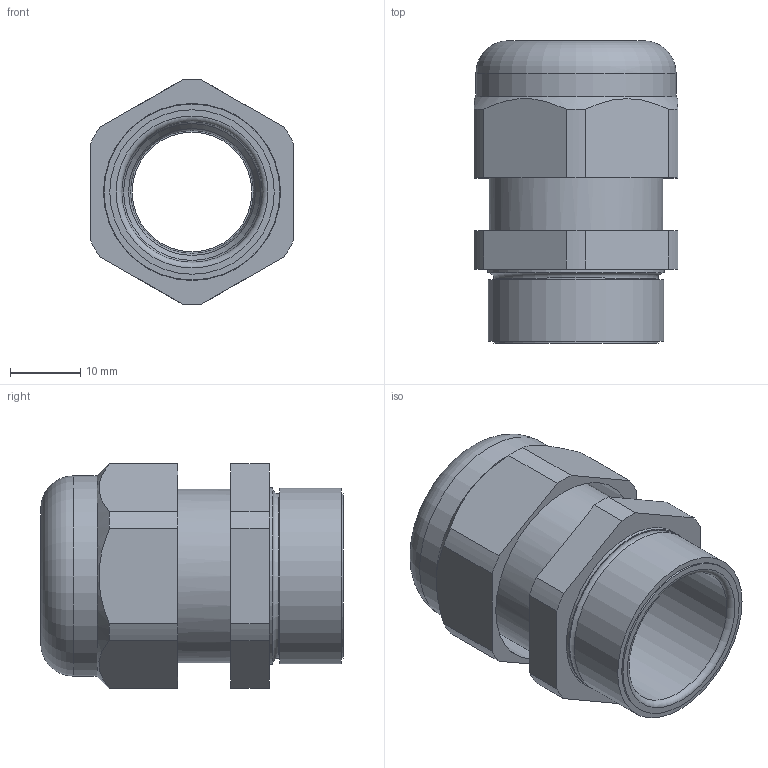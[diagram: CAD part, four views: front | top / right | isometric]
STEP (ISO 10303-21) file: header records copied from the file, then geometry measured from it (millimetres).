
FILE_DESCRIPTION (( 'STEP AP214' ), '1' );
FILE_NAME ('2022903.stp', '2023-10-24T07:08:21', ( '' ), ( '' ), 'SwSTEP 2.0', 'SolidWorks 2022', '' );
FILE_SCHEMA (( 'AUTOMOTIVE_DESIGN' ));
Length unit declared in the file: millimetre
Products named in the file (4): 0005568_grafische Darstellung; 2022903; EV501_M25; 0005615_grafische Darstellung
Assembly tree (3 placements, depth 2):
  2022903
    0005568_grafische Darstellung
    0005615_grafische Darstellung
    EV501_M25
Bounding box: 29 x 43 x 31.99 mm (x, y, z)
Volume: 11368.3 mm3; surface area: 12308 mm2
Topology: 3 solids, 3 shells, 223 faces, 598 edges, 386 vertices
Faces by surface type: plane 98, cylinder 55, torus 51, cone 19
Full cylindrical faces by diameter (mm): 17 x1, 17.2 x1, 17.5 x1, 20 x1, 20.7 x1, 22.4 x1, 23.38 x2, 24.65 x1, 25 x1, 25.157 x1, 27.55 x1, 28.5 x1
Entity records: 7474 total; most frequent: CARTESIAN_POINT 1926, ORIENTED_EDGE 1136, DIRECTION 1120, EDGE_CURVE 568, AXIS2_PLACEMENT_3D 449, VERTEX_POINT 379, EDGE_LOOP 257, FACE_OUTER_BOUND 242
